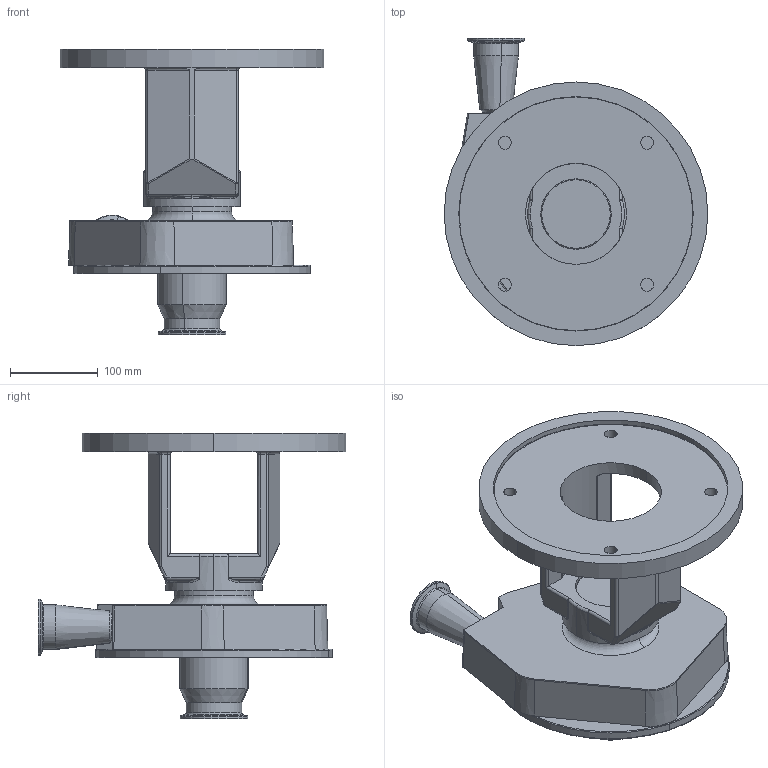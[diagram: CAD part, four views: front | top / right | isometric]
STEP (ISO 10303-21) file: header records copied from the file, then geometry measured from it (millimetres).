
FILE_DESCRIPTION (( 'STEP AP214' ), '1' );
FILE_NAME ('FPR 1741-1742 280TC VERT.STEP', '2023-01-12T19:12:38', ( '' ), ( '' ), 'SwSTEP 2.0', 'SolidWorks 2021', '' );
FILE_SCHEMA (( 'AUTOMOTIVE_DESIGN' ));
Length unit declared in the file: millimetre
Products named in the file (1): FPR 1741-1742 280TC VERT
Bounding box: 300 x 350 x 324.5 mm (x, y, z)
Volume: 3753168.7 mm3; surface area: 600194.3 mm2
Topology: 1 solids, 6 shells, 378 faces, 841 edges, 477 vertices
Faces by surface type: cylinder 129, torus 87, plane 65, cone 65, bspline 21, sphere 11
Entity records: 11957 total; most frequent: CARTESIAN_POINT 3556, DIRECTION 1919, ORIENTED_EDGE 1654, EDGE_CURVE 827, AXIS2_PLACEMENT_3D 821, VERTEX_POINT 477, CIRCLE 463, EDGE_LOOP 408
